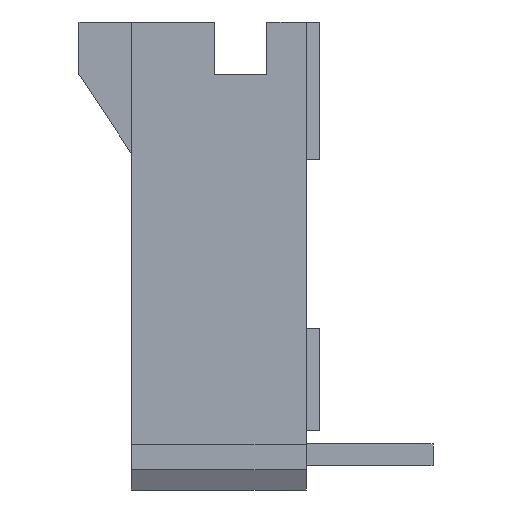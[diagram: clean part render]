
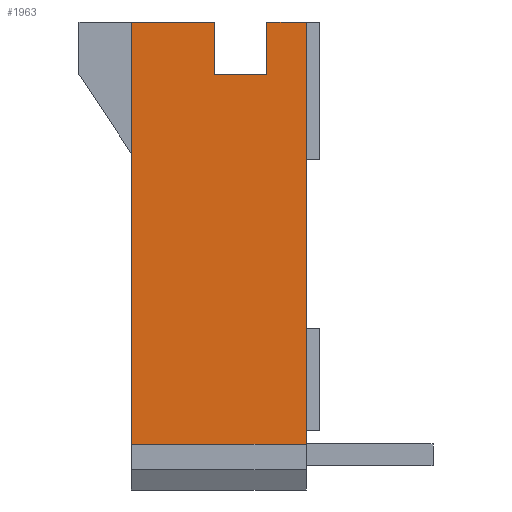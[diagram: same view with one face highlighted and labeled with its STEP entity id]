
A CAD part, left-side view. The second image highlights one B-rep face of the part: STEP entity #1963.
In plain terms, the highlighted planar face has unit normal (-1, 0, 0).
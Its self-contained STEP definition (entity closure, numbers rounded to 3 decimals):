
#134=DIRECTION('',(0.,-1.,0.));
#135=VECTOR('',#134,2.415);
#136=CARTESIAN_POINT('',(-5.015,2.54,0.));
#137=LINE('',#136,#135);
#138=DIRECTION('',(0.,0.,1.));
#139=VECTOR('',#138,1.52);
#140=CARTESIAN_POINT('',(-5.015,0.125,-1.52));
#141=LINE('',#140,#139);
#142=DIRECTION('',(0.,1.,0.));
#143=VECTOR('',#142,1.52);
#144=CARTESIAN_POINT('',(-5.015,-1.395,-1.52));
#145=LINE('',#144,#143);
#146=DIRECTION('',(0.,0.,-1.));
#147=VECTOR('',#146,1.52);
#148=CARTESIAN_POINT('',(-5.015,-1.395,0.));
#149=LINE('',#148,#147);
#150=DIRECTION('',(0.,-1.,0.));
#151=VECTOR('',#150,1.145);
#152=CARTESIAN_POINT('',(-5.015,-1.395,0.));
#153=LINE('',#152,#151);
#154=DIRECTION('',(0.,0.,-1.));
#155=VECTOR('',#154,12.255);
#156=CARTESIAN_POINT('',(-5.015,-2.54,0.));
#157=LINE('',#156,#155);
#158=DIRECTION('',(0.,1.,0.));
#159=VECTOR('',#158,5.08);
#160=CARTESIAN_POINT('',(-5.015,-2.54,-12.255));
#161=LINE('',#160,#159);
#190=DIRECTION('',(0.,0.,-1.));
#191=VECTOR('',#190,12.255);
#192=CARTESIAN_POINT('',(-5.015,2.54,0.));
#193=LINE('',#192,#191);
#1546=CARTESIAN_POINT('',(-5.015,-2.54,-12.255));
#1548=VERTEX_POINT('',#1546);
#1564=CARTESIAN_POINT('',(-5.015,2.54,-12.255));
#1566=VERTEX_POINT('',#1564);
#1602=CARTESIAN_POINT('',(-5.015,-2.54,0.));
#1603=VERTEX_POINT('',#1602);
#1606=CARTESIAN_POINT('',(-5.015,0.125,-1.52));
#1607=CARTESIAN_POINT('',(-5.015,0.125,0.));
#1608=VERTEX_POINT('',#1606);
#1609=VERTEX_POINT('',#1607);
#1610=CARTESIAN_POINT('',(-5.015,-1.395,0.));
#1611=VERTEX_POINT('',#1610);
#1614=CARTESIAN_POINT('',(-5.015,-1.395,-1.52));
#1615=VERTEX_POINT('',#1614);
#1674=CARTESIAN_POINT('',(-5.015,2.54,0.));
#1675=VERTEX_POINT('',#1674);
#1940=CARTESIAN_POINT('',(-5.015,0.,0.));
#1941=DIRECTION('',(1.,0.,0.));
#1942=DIRECTION('',(0.,0.,-1.));
#1943=AXIS2_PLACEMENT_3D('',#1940,#1941,#1942);
#1944=PLANE('',#1943);
#1946=ORIENTED_EDGE('',*,*,#1945,.F.);
#1948=ORIENTED_EDGE('',*,*,#1947,.T.);
#1950=ORIENTED_EDGE('',*,*,#1949,.F.);
#1952=ORIENTED_EDGE('',*,*,#1951,.F.);
#1954=ORIENTED_EDGE('',*,*,#1953,.F.);
#1956=ORIENTED_EDGE('',*,*,#1955,.T.);
#1958=ORIENTED_EDGE('',*,*,#1957,.T.);
#1960=ORIENTED_EDGE('',*,*,#1959,.T.);
#1961=EDGE_LOOP('',(#1946,#1948,#1950,#1952,#1954,#1956,#1958,#1960));
#1962=FACE_OUTER_BOUND('',#1961,.F.);
#1945=EDGE_CURVE('',#1675,#1566,#193,.T.);
#1947=EDGE_CURVE('',#1675,#1609,#137,.T.);
#1949=EDGE_CURVE('',#1608,#1609,#141,.T.);
#1951=EDGE_CURVE('',#1615,#1608,#145,.T.);
#1953=EDGE_CURVE('',#1611,#1615,#149,.T.);
#1955=EDGE_CURVE('',#1611,#1603,#153,.T.);
#1957=EDGE_CURVE('',#1603,#1548,#157,.T.);
#1959=EDGE_CURVE('',#1548,#1566,#161,.T.);
#1963=ADVANCED_FACE('',(#1962),#1944,.F.);
